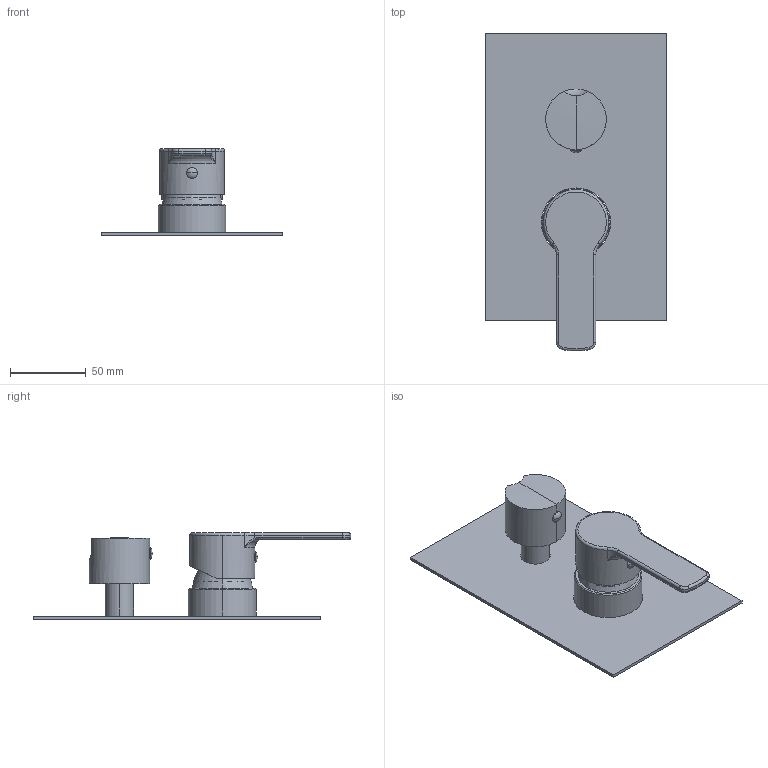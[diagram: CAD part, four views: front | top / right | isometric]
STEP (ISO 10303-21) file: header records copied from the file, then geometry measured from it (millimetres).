
FILE_DESCRIPTION((''),'2;1');
FILE_NAME('WS018CR-M','2021-05-04T12:43:55',('ut3'),('PAFFONI SpA'),'CREO PARAMETRIC BY PTC INC, 2020044','CREO PARAMETRIC BY PTC INC, 2020044','');
FILE_SCHEMA(('CONFIG_CONTROL_DESIGN','SHAPE_APPEARANCE_LAYERS_GROUPS'));
Length unit declared in the file: millimetre
Products named in the file (1): WS018CR-M
Bounding box: 120 x 209.91 x 57.1 mm (x, y, z)
Volume: 121531.9 mm3; surface area: 93459 mm2
Topology: 4 solids, 4 shells, 1089 faces, 2836 edges, 1768 vertices
Faces by surface type: plane 590, cylinder 283, torus 96, cone 57, bspline 36, sphere 27
Entity records: 45084 total; most frequent: CARTESIAN_POINT 11104, ORIENTED_EDGE 5656, DIRECTION 5311, EDGE_CURVE 2828, AXIS2_PLACEMENT_3D 1882, VERTEX_POINT 1768, VECTOR 1547, LINE 1547
